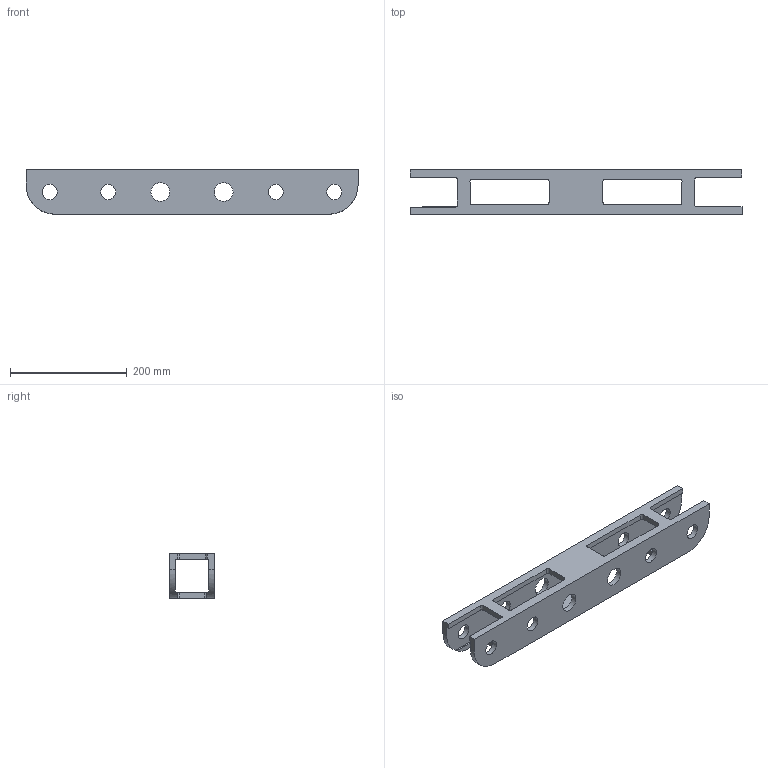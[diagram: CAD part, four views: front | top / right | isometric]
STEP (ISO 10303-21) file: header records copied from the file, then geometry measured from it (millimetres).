
FILE_DESCRIPTION(/* description */ (''),/* implementation_level */ '2;1');
FILE_NAME(/* name */ 'BT-BTK120-DriveFrameTube-Rounded.stp',/* time_stamp */ '2016-09-25T12:41:47-04:00',/* author */ ('vslabsal'),/* organization */ (''),/* preprocessor_version */ 'ST-DEVELOPER v16.5',/* originating_system */ 'Autodesk Inventor 2017',/* authorisation */ '');
FILE_SCHEMA (('AUTOMOTIVE_DESIGN { 1 0 10303 214 3 1 1 }'));
Length unit declared in the file: millimetre
Products named in the file (1): BT-BTK120-DriveFrameTube-Rounded
Bounding box: 568.96 x 76.2 x 76.2 mm (x, y, z)
Volume: 966575.1 mm3; surface area: 236908.5 mm2
Topology: 1 solids, 1 shells, 80 faces, 240 edges, 160 vertices
Faces by surface type: cylinder 40, plane 40
Full cylindrical faces by diameter (mm): 26 x8, 32 x4
Entity records: 2766 total; most frequent: DIRECTION 474, CARTESIAN_POINT 469, ORIENTED_EDGE 456, EDGE_CURVE 228, AXIS2_PLACEMENT_3D 165, VERTEX_POINT 160, LINE 144, VECTOR 144
